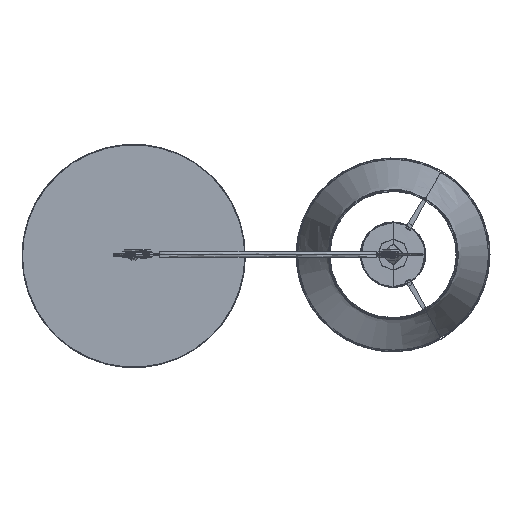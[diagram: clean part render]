
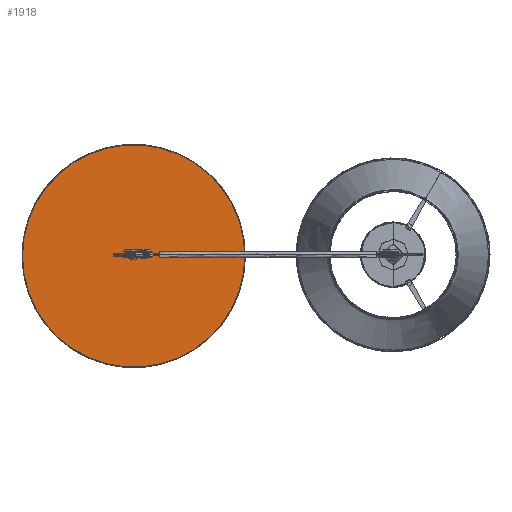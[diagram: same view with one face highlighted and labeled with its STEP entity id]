
A CAD part, top view. The second image highlights one B-rep face of the part: STEP entity #1918.
In plain terms, the highlighted planar face has unit normal (0, 0, -1).
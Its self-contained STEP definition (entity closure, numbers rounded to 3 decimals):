
#243=PLANE('',#26938);
#1918=ADVANCED_FACE('',(#3521),#243,.T.);
#3521=FACE_OUTER_BOUND('',#5162,.T.);
#5162=EDGE_LOOP('',(#9384,#9385));
#9384=ORIENTED_EDGE('',*,*,#15630,.T.);
#9385=ORIENTED_EDGE('',*,*,#15631,.T.);
#15630=EDGE_CURVE('',#23807,#23808,#21453,.T.);
#15631=EDGE_CURVE('',#23808,#23807,#21454,.T.);
#21453=(
BOUNDED_CURVE()
B_SPLINE_CURVE(2,(#55787,#55788,#55789,#55790,#55791),.UNSPECIFIED.,.F.,
 .F.)
B_SPLINE_CURVE_WITH_KNOTS((3,2,3),(-937.765,-468.883,
0.),.UNSPECIFIED.)
CURVE()
GEOMETRIC_REPRESENTATION_ITEM()
RATIONAL_B_SPLINE_CURVE((1.,0.707,1.,0.707,1.))
REPRESENTATION_ITEM('')
);
#21454=(
BOUNDED_CURVE()
B_SPLINE_CURVE(2,(#55792,#55793,#55794,#55795,#55796),.UNSPECIFIED.,.F.,
 .F.)
B_SPLINE_CURVE_WITH_KNOTS((3,2,3),(-1875.531,-1406.648,
-937.765),.UNSPECIFIED.)
CURVE()
GEOMETRIC_REPRESENTATION_ITEM()
RATIONAL_B_SPLINE_CURVE((1.,0.707,1.,0.707,1.))
REPRESENTATION_ITEM('')
);
#23807=VERTEX_POINT('',#55775);
#23808=VERTEX_POINT('',#55776);
#26938=AXIS2_PLACEMENT_3D('',#55553,#27276,$);
#27276=DIRECTION('',(0.,0.,-1.));
#55553=CARTESIAN_POINT('',(-501.047,-414.309,-1887.452));
#55775=CARTESIAN_POINT('',(-1158.947,-54.909,-1887.452));
#55776=CARTESIAN_POINT('',(-561.947,-54.909,-1887.452));
#55787=CARTESIAN_POINT('',(-1158.947,-54.909,-1887.452));
#55788=CARTESIAN_POINT('',(-1158.947,243.591,-1887.452));
#55789=CARTESIAN_POINT('',(-860.447,243.591,-1887.452));
#55790=CARTESIAN_POINT('',(-561.947,243.591,-1887.452));
#55791=CARTESIAN_POINT('',(-561.947,-54.909,-1887.452));
#55792=CARTESIAN_POINT('',(-561.947,-54.909,-1887.452));
#55793=CARTESIAN_POINT('',(-561.947,-353.409,-1887.452));
#55794=CARTESIAN_POINT('',(-860.447,-353.409,-1887.452));
#55795=CARTESIAN_POINT('',(-1158.947,-353.409,-1887.452));
#55796=CARTESIAN_POINT('',(-1158.947,-54.909,-1887.452));
